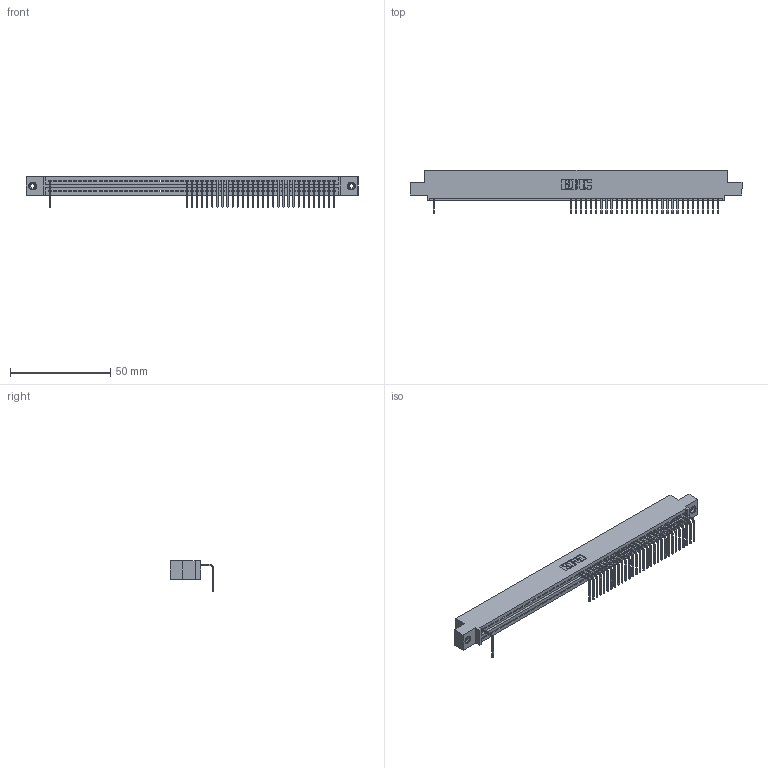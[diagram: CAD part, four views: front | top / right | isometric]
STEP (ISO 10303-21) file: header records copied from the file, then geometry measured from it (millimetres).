
FILE_DESCRIPTION (( 'STEP AP203' ), '1' );
FILE_NAME ('345-057-558-408.STEP', '2018-09-21T11:48:11', ( '' ), ( '' ), 'SwSTEP 2.0', 'SolidWorks 2016', '' );
FILE_SCHEMA (( 'CONFIG_CONTROL_DESIGN' ));
Length unit declared in the file: inch
Products named in the file (4): 345 Part_0.110 Offset - 0.156 Dia-TI; 345-292-001_558 Tail - 2; 345-250-001_345-250-003-102; 345-057-558-408
Assembly tree (34 placements, depth 2):
  345-057-558-408
    345 Part_0.110 Offset - 0.156 Dia-TI
    345-292-001_558 Tail - 2  x31
    345-250-001_345-250-003-102  x2
Bounding box: 165.99 x 21.83 x 15.37 mm (x, y, z)
Volume: 15614.4 mm3; surface area: 20080.8 mm2
Topology: 34 solids, 34 shells, 2466 faces, 7535 edges, 4974 vertices
Faces by surface type: plane 1782, cylinder 668, cone 12, torus 4
Entity records: 41450 total; most frequent: ORIENTED_EDGE 7290, CARTESIAN_POINT 7280, DIRECTION 6333, EDGE_CURVE 3645, LINE 3265, VECTOR 3265, VERTEX_POINT 2424, AXIS2_PLACEMENT_3D 1534
